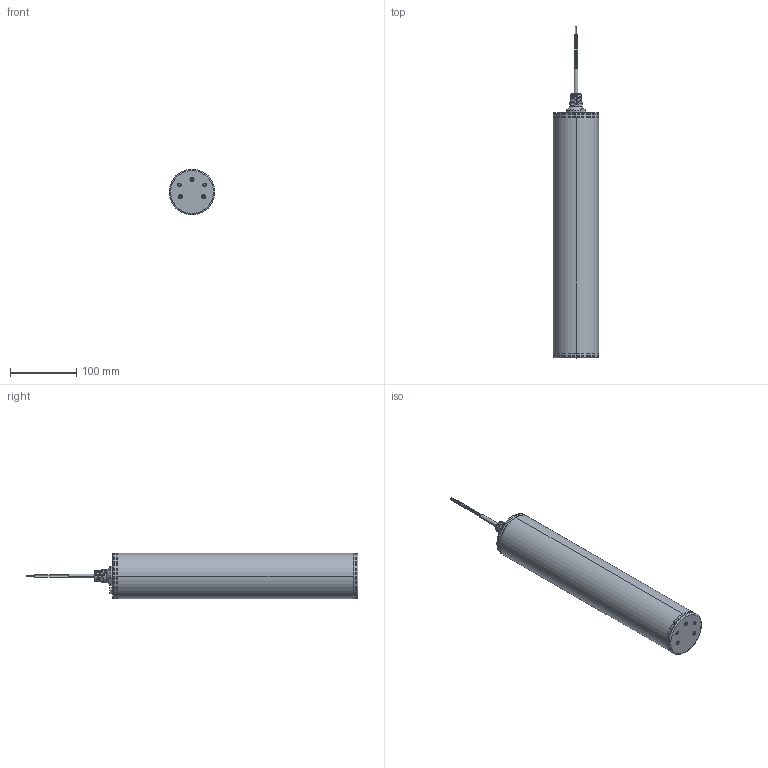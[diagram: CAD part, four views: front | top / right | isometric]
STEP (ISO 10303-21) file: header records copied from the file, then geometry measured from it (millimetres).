
FILE_DESCRIPTION((''),'2;1');
FILE_NAME('216284_ASM','2021-10-28T10:37:33',('PDMAdmin'),('BANNER ENGINEERING'),'CREO PARAMETRIC BY PTC INC, 2019292','CREO PARAMETRIC BY PTC INC, 2019292','');
FILE_SCHEMA(('CONFIG_CONTROL_DESIGN'));
Products named in the file (37): 208079_AF606; 208584_AF277; 208383_AF0; 93365A132_HEAT-SET_INSERTS_FOR__AF6; 93365A132_HEAT-SET_INSERTS_FOR__AF7; 93365A132_HEAT-SET_INSERTS_FOR__AF8; 208383_AF234_ASM; 208383_AF2; 93365A132_HEAT-SET_INSERTS_FOR__AF9; 93365A132_HEAT-SET_INSERTS_FOR__AF10; 93365A132_HEAT-SET_INSERTS_FOR__AF11; 208383_AF235_ASM; 215259_AF79; 209266_AF277; 208386_AF3; 208583_OLD_AF1; 219148_AF145_ASM; 208806_AF609; 208386_AF2; 208385_OLD_AF0; 208384_AF0_ASM; 92196A154_18-8_STAINLESS_STEEL__AF64; 92196A154_18-8_STAINLESS_STEEL__AF66; 92196A154_18-8_STAINLESS_STEEL__AF70; 92196A154_18-8_STAINLESS_STEEL__AF88; 92196A154_18-8_STAINLESS_STEEL__AF89; 92196A154_18-8_STAINLESS_STEEL__AF90; SOMMS_VENT_M6_AF108; 09460_AF2; MOLEX_430250400_AF1; REFERENCE_MOLEX_430310001_AF4; REFERENCE_MOLEX_430310001_AF5; REFERENCE_MOLEX_430310001_AF6; REFERENCE_MOLEX_430310001_AF7; 212149_AF3; 215180_AF29_ASM; 216284_ASM
Assembly tree (36 placements, depth 3):
  216284_ASM
    208079_AF606
    208584_AF277
    208383_AF234_ASM
      208383_AF0
      93365A132_HEAT-SET_INSERTS_FOR__AF6
      93365A132_HEAT-SET_INSERTS_FOR__AF7
      93365A132_HEAT-SET_INSERTS_FOR__AF8
    208383_AF235_ASM
      208383_AF2
      93365A132_HEAT-SET_INSERTS_FOR__AF9
      93365A132_HEAT-SET_INSERTS_FOR__AF10
      93365A132_HEAT-SET_INSERTS_FOR__AF11
    215259_AF79
    209266_AF277
    219148_AF145_ASM
      208386_AF3
      208583_OLD_AF1
    208806_AF609
    208384_AF0_ASM
      208386_AF2
      208385_OLD_AF0
    92196A154_18-8_STAINLESS_STEEL__AF64
    92196A154_18-8_STAINLESS_STEEL__AF66
    92196A154_18-8_STAINLESS_STEEL__AF70
    92196A154_18-8_STAINLESS_STEEL__AF88
    92196A154_18-8_STAINLESS_STEEL__AF89
    92196A154_18-8_STAINLESS_STEEL__AF90
    SOMMS_VENT_M6_AF108
    215180_AF29_ASM
      09460_AF2
      MOLEX_430250400_AF1
      REFERENCE_MOLEX_430310001_AF4
      REFERENCE_MOLEX_430310001_AF5
      REFERENCE_MOLEX_430310001_AF6
      REFERENCE_MOLEX_430310001_AF7
      212149_AF3
Bounding box: 68.5 x 500.2 x 68.5 mm (x, y, z)
Volume: 108666 mm3; surface area: 203614.3 mm2
Topology: 19 solids, 19 shells, 403 faces, 899 edges, 556 vertices
Faces by surface type: plane 148, cone 108, cylinder 85, torus 46, bspline 16
Entity records: 14973 total; most frequent: CARTESIAN_POINT 5272, DIRECTION 2024, ORIENTED_EDGE 1798, EDGE_CURVE 899, AXIS2_PLACEMENT_3D 844, VERTEX_POINT 556, EDGE_LOOP 451, FACE_OUTER_BOUND 403
